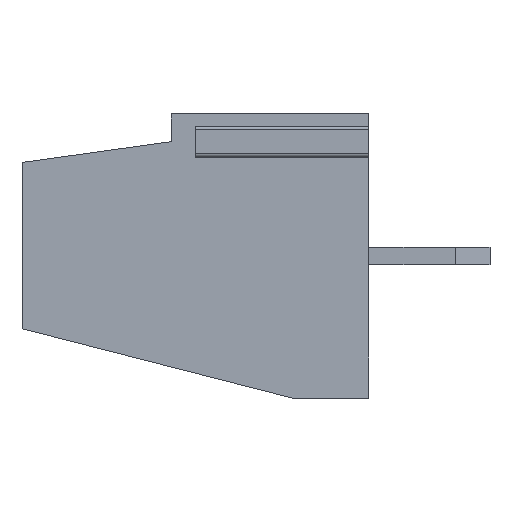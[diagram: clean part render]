
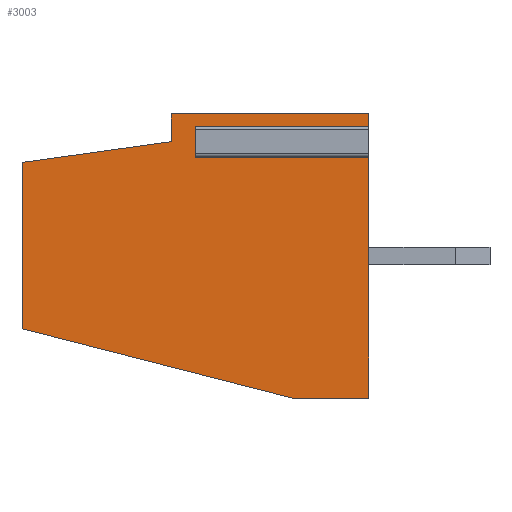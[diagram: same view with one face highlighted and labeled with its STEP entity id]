
A CAD part, left-side view. The second image highlights one B-rep face of the part: STEP entity #3003.
In plain terms, the highlighted planar face has unit normal (-1, 0, 0).
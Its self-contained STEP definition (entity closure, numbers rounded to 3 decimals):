
#134=DIRECTION('',(0.,0.,1.));
#135=VECTOR('',#134,0.85);
#136=CARTESIAN_POINT('',(-12.7,2.25,-1.225));
#137=LINE('',#136,#135);
#138=DIRECTION('',(0.,-1.,0.));
#139=VECTOR('',#138,5.);
#140=CARTESIAN_POINT('',(-12.7,2.25,-1.225));
#141=LINE('',#140,#139);
#142=DIRECTION('',(0.,0.,-1.));
#143=VECTOR('',#142,6.975);
#144=CARTESIAN_POINT('',(-12.7,-2.75,-1.225));
#145=LINE('',#144,#143);
#146=DIRECTION('',(0.,1.,0.));
#147=VECTOR('',#146,2.2);
#148=CARTESIAN_POINT('',(-12.7,-2.75,-8.2));
#149=LINE('',#148,#147);
#150=DIRECTION('',(0.,0.969,0.248));
#151=VECTOR('',#150,8.052);
#152=CARTESIAN_POINT('',(-12.7,-0.55,-8.2));
#153=LINE('',#152,#151);
#154=DIRECTION('',(0.,0.,1.));
#155=VECTOR('',#154,4.8);
#156=CARTESIAN_POINT('',(-12.7,7.25,-6.2));
#157=LINE('',#156,#155);
#158=DIRECTION('',(0.,-0.99,0.138));
#159=VECTOR('',#158,4.342);
#160=CARTESIAN_POINT('',(-12.7,7.25,-1.4));
#161=LINE('',#160,#159);
#162=DIRECTION('',(0.,0.,1.));
#163=VECTOR('',#162,0.8);
#164=CARTESIAN_POINT('',(-12.7,2.95,-0.8));
#165=LINE('',#164,#163);
#166=DIRECTION('',(0.,-1.,0.));
#167=VECTOR('',#166,5.7);
#168=CARTESIAN_POINT('',(-12.7,2.95,0.));
#169=LINE('',#168,#167);
#170=DIRECTION('',(0.,0.,-1.));
#171=VECTOR('',#170,0.375);
#172=CARTESIAN_POINT('',(-12.7,-2.75,0.));
#173=LINE('',#172,#171);
#174=DIRECTION('',(0.,-1.,0.));
#175=VECTOR('',#174,5.);
#176=CARTESIAN_POINT('',(-12.7,2.25,-0.375));
#177=LINE('',#176,#175);
#2282=CARTESIAN_POINT('',(-12.7,-2.75,-8.2));
#2283=CARTESIAN_POINT('',(-12.7,-0.55,-8.2));
#2284=VERTEX_POINT('',#2282);
#2285=VERTEX_POINT('',#2283);
#2286=CARTESIAN_POINT('',(-12.7,7.25,-6.2));
#2287=VERTEX_POINT('',#2286);
#2288=CARTESIAN_POINT('',(-12.7,7.25,-1.4));
#2289=VERTEX_POINT('',#2288);
#2290=CARTESIAN_POINT('',(-12.7,2.95,-0.8));
#2291=VERTEX_POINT('',#2290);
#2292=CARTESIAN_POINT('',(-12.7,2.95,0.));
#2293=VERTEX_POINT('',#2292);
#2294=CARTESIAN_POINT('',(-12.7,-2.75,0.));
#2295=VERTEX_POINT('',#2294);
#2358=CARTESIAN_POINT('',(-12.7,2.25,-1.225));
#2359=CARTESIAN_POINT('',(-12.7,2.25,-0.375));
#2360=VERTEX_POINT('',#2358);
#2361=VERTEX_POINT('',#2359);
#2362=CARTESIAN_POINT('',(-12.7,-2.75,-1.225));
#2363=VERTEX_POINT('',#2362);
#2364=CARTESIAN_POINT('',(-12.7,-2.75,-0.375));
#2365=VERTEX_POINT('',#2364);
#2974=CARTESIAN_POINT('',(-12.7,0.,0.));
#2975=DIRECTION('',(1.,0.,0.));
#2976=DIRECTION('',(0.,0.,-1.));
#2977=AXIS2_PLACEMENT_3D('',#2974,#2975,#2976);
#2978=PLANE('',#2977);
#2980=ORIENTED_EDGE('',*,*,#2979,.F.);
#2982=ORIENTED_EDGE('',*,*,#2981,.T.);
#2984=ORIENTED_EDGE('',*,*,#2983,.T.);
#2986=ORIENTED_EDGE('',*,*,#2985,.T.);
#2988=ORIENTED_EDGE('',*,*,#2987,.T.);
#2990=ORIENTED_EDGE('',*,*,#2989,.T.);
#2992=ORIENTED_EDGE('',*,*,#2991,.T.);
#2994=ORIENTED_EDGE('',*,*,#2993,.T.);
#2996=ORIENTED_EDGE('',*,*,#2995,.T.);
#2998=ORIENTED_EDGE('',*,*,#2997,.T.);
#3000=ORIENTED_EDGE('',*,*,#2999,.F.);
#3001=EDGE_LOOP('',(#2980,#2982,#2984,#2986,#2988,#2990,#2992,#2994,#2996,#2998,
#3000));
#3002=FACE_OUTER_BOUND('',#3001,.F.);
#2979=EDGE_CURVE('',#2360,#2361,#137,.T.);
#2981=EDGE_CURVE('',#2360,#2363,#141,.T.);
#2983=EDGE_CURVE('',#2363,#2284,#145,.T.);
#2985=EDGE_CURVE('',#2284,#2285,#149,.T.);
#2987=EDGE_CURVE('',#2285,#2287,#153,.T.);
#2989=EDGE_CURVE('',#2287,#2289,#157,.T.);
#2991=EDGE_CURVE('',#2289,#2291,#161,.T.);
#2993=EDGE_CURVE('',#2291,#2293,#165,.T.);
#2995=EDGE_CURVE('',#2293,#2295,#169,.T.);
#2997=EDGE_CURVE('',#2295,#2365,#173,.T.);
#2999=EDGE_CURVE('',#2361,#2365,#177,.T.);
#3003=ADVANCED_FACE('',(#3002),#2978,.F.);
